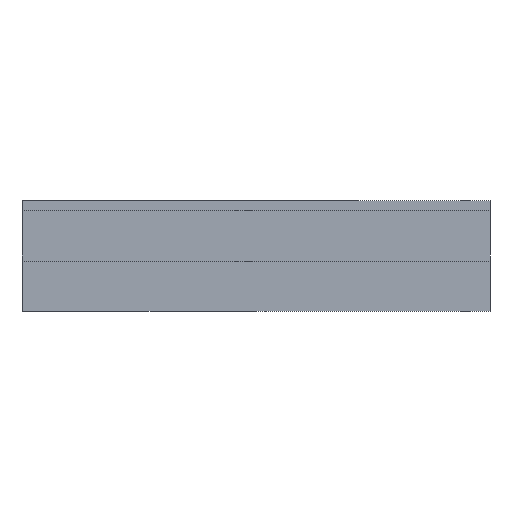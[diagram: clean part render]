
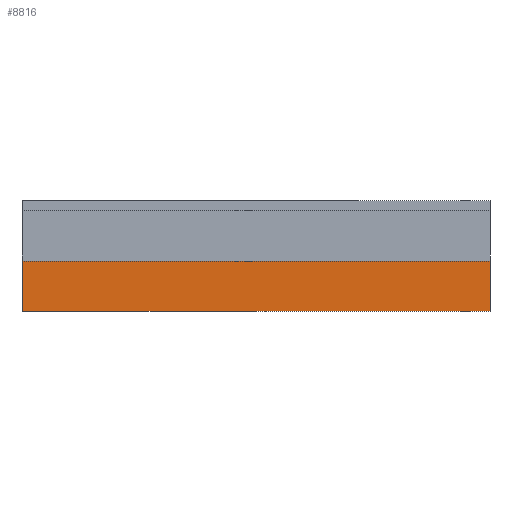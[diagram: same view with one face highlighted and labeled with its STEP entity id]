
A CAD part, left-side view. The second image highlights one B-rep face of the part: STEP entity #8816.
In plain terms, the highlighted planar face has unit normal (-1, 0, 0).
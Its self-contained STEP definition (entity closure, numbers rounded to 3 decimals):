
#7931 = VERTEX_POINT('',#7932);
#7932 = CARTESIAN_POINT('',(-20.,120.,10.));
#7938 = EDGE_CURVE('',#7931,#7939,#7941,.T.);
#7939 = VERTEX_POINT('',#7940);
#7940 = CARTESIAN_POINT('',(-20.,-20.,10.));
#7941 = LINE('',#7942,#7943);
#7942 = CARTESIAN_POINT('',(-20.,120.,10.));
#7943 = VECTOR('',#7944,1.);
#7944 = DIRECTION('',(0.,-1.,0.));
#8816 = ADVANCED_FACE('',(#8817),#8842,.T.);
#8817 = FACE_BOUND('',#8818,.T.);
#8818 = EDGE_LOOP('',(#8819,#8829,#8835,#8836));
#8819 = ORIENTED_EDGE('',*,*,#8820,.T.);
#8820 = EDGE_CURVE('',#8821,#8823,#8825,.T.);
#8821 = VERTEX_POINT('',#8822);
#8822 = CARTESIAN_POINT('',(-20.,120.,-5.));
#8823 = VERTEX_POINT('',#8824);
#8824 = CARTESIAN_POINT('',(-20.,-20.,-5.));
#8825 = LINE('',#8826,#8827);
#8826 = CARTESIAN_POINT('',(-20.,120.,-5.));
#8827 = VECTOR('',#8828,1.);
#8828 = DIRECTION('',(0.,-1.,0.));
#8829 = ORIENTED_EDGE('',*,*,#8830,.T.);
#8830 = EDGE_CURVE('',#8823,#7939,#8831,.T.);
#8831 = LINE('',#8832,#8833);
#8832 = CARTESIAN_POINT('',(-20.,-20.,-5.));
#8833 = VECTOR('',#8834,1.);
#8834 = DIRECTION('',(0.,0.,1.));
#8835 = ORIENTED_EDGE('',*,*,#7938,.F.);
#8836 = ORIENTED_EDGE('',*,*,#8837,.T.);
#8837 = EDGE_CURVE('',#7931,#8821,#8838,.T.);
#8838 = LINE('',#8839,#8840);
#8839 = CARTESIAN_POINT('',(-20.,120.,10.));
#8840 = VECTOR('',#8841,1.);
#8841 = DIRECTION('',(0.,0.,-1.));
#8842 = PLANE('',#8843);
#8843 = AXIS2_PLACEMENT_3D('',#8844,#8845,#8846);
#8844 = CARTESIAN_POINT('',(-20.,50.,2.5));
#8845 = DIRECTION('',(-1.,-0.,-0.));
#8846 = DIRECTION('',(0.,0.,-1.));
